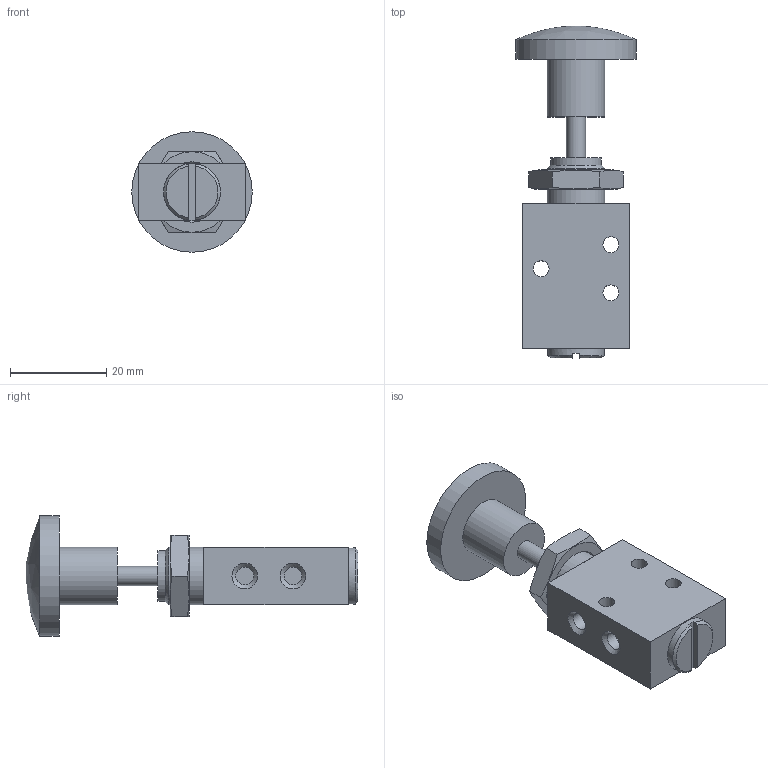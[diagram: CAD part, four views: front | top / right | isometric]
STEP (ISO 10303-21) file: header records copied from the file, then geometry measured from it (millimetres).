
FILE_DESCRIPTION(/* description */ ('V PULSANTE TASTO - MOLLA '),/* implementation_level */ '2;1');
FILE_NAME(/* name */ '105_32_8_1-#.stp',/* time_stamp */ '2015-12-21T13:54:25+01:00',/* author */ ('maniean1'),/* organization */ ('Pneumax S.p.A.'),/* preprocessor_version */ 'ST-DEVELOPER v15.2',/* originating_system */ 'Autodesk Inventor 2014',/* authorisation */ '');
FILE_SCHEMA (('AUTOMOTIVE_DESIGN { 1 0 10303 214 3 1 1 }'));
Length unit declared in the file: millimetre
Products named in the file (3): 105_32_8_1_#; RS_105_052
Bounding box: 25 x 68.88 x 25 mm (x, y, z)
Volume: 13418.6 mm3; surface area: 5993.7 mm2
Topology: 2 solids, 2 shells, 50 faces, 112 edges, 73 vertices
Faces by surface type: plane 26, cylinder 13, cone 10, sphere 1
Full cylindrical faces by diameter (mm): 3.3 x3, 3.688 x2, 4 x1, 4.134 x1, 10.5 x1, 10.917 x1, 11.8 x1, 12 x2, 25 x1
Entity records: 1302 total; most frequent: CARTESIAN_POINT 235, DIRECTION 216, ORIENTED_EDGE 166, AXIS2_PLACEMENT_3D 94, EDGE_LOOP 86, EDGE_CURVE 83, VERTEX_POINT 65, ADVANCED_FACE 50
